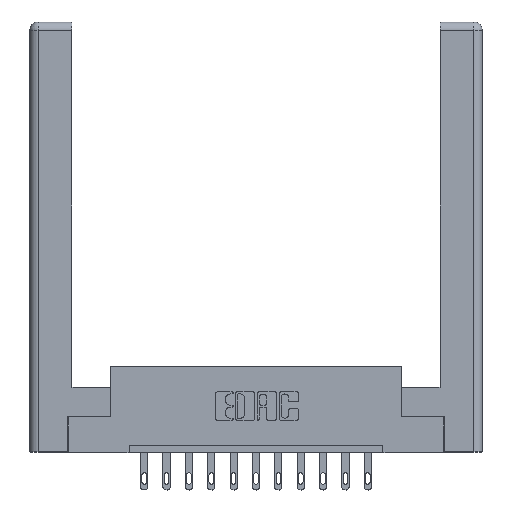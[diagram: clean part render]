
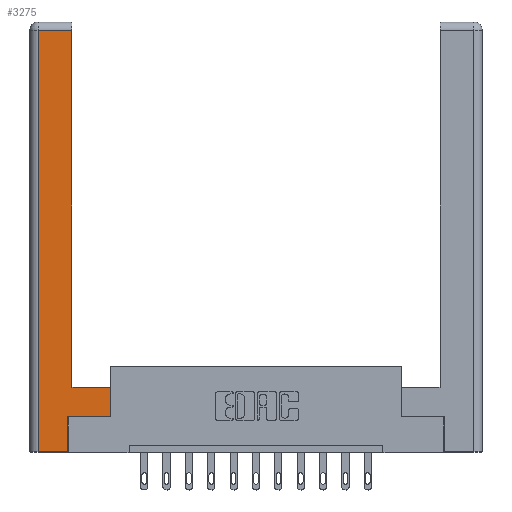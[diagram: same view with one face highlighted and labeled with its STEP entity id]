
A CAD part, top view. The second image highlights one B-rep face of the part: STEP entity #3275.
In plain terms, the highlighted planar face has unit normal (0, 0, 1).
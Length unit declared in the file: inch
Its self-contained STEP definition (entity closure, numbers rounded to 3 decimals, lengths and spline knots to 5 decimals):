
#25 = VERTEX_POINT ( 'NONE', #13721 ) ;
#471 = ORIENTED_EDGE ( 'NONE', *, *, #8707, .T. ) ;
#517 = CARTESIAN_POINT ( 'NONE',  ( 0.295, 0.45, 0. ) ) ;
#705 = VERTEX_POINT ( 'NONE', #10307 ) ;
#707 = CARTESIAN_POINT ( 'NONE',  ( 0., 0., 0. ) ) ;
#761 = DIRECTION ( 'NONE',  ( -1., 0., 0. ) ) ;
#1122 = ORIENTED_EDGE ( 'NONE', *, *, #11344, .T. ) ;
#1227 = FACE_OUTER_BOUND ( 'NONE', #7668, .T. ) ;
#1618 = ORIENTED_EDGE ( 'NONE', *, *, #7959, .T. ) ;
#1641 = LINE ( 'NONE', #13423, #5210 ) ;
#1748 = VECTOR ( 'NONE', #3934, 39.37008 ) ;
#2447 = EDGE_CURVE ( 'NONE', #7248, #6616, #8025, .T. ) ;
#2532 = ORIENTED_EDGE ( 'NONE', *, *, #7390, .T. ) ;
#2736 = CARTESIAN_POINT ( 'NONE',  ( 0.0615, 2.94, 0. ) ) ;
#2963 = ORIENTED_EDGE ( 'NONE', *, *, #2447, .T. ) ;
#3148 = ORIENTED_EDGE ( 'NONE', *, *, #14179, .T. ) ;
#3275 = ADVANCED_FACE ( 'NONE', ( #1227 ), #9701, .F. ) ;
#3681 = DIRECTION ( 'NONE',  ( 1., 0., 0. ) ) ;
#3682 = ORIENTED_EDGE ( 'NONE', *, *, #4182, .T. ) ;
#3934 = DIRECTION ( 'NONE',  ( 1., 0., 0. ) ) ;
#3942 = DIRECTION ( 'NONE',  ( 0., 0., -1. ) ) ;
#4182 = EDGE_CURVE ( 'NONE', #4921, #705, #5466, .T. ) ;
#4358 = CARTESIAN_POINT ( 'NONE',  ( 0.295, 3., 0. ) ) ;
#4520 = CARTESIAN_POINT ( 'NONE',  ( 0.295, 0.45, 0. ) ) ;
#4597 = VECTOR ( 'NONE', #11409, 39.37008 ) ;
#4620 = DIRECTION ( 'NONE',  ( 0., 1., 0. ) ) ;
#4712 = VERTEX_POINT ( 'NONE', #11892 ) ;
#4906 = CARTESIAN_POINT ( 'NONE',  ( 0.565, 0.45, 0. ) ) ;
#4921 = VERTEX_POINT ( 'NONE', #2736 ) ;
#5210 = VECTOR ( 'NONE', #9971, 39.37008 ) ;
#5223 = VECTOR ( 'NONE', #5451, 39.37008 ) ;
#5451 = DIRECTION ( 'NONE',  ( 0., 1., 0. ) ) ;
#5466 = LINE ( 'NONE', #13789, #4597 ) ;
#5651 = DIRECTION ( 'NONE',  ( -1., 0., 0. ) ) ;
#5799 = CARTESIAN_POINT ( 'NONE',  ( 0.0615, 2.94, 0. ) ) ;
#5826 = LINE ( 'NONE', #5799, #8688 ) ;
#6574 = LINE ( 'NONE', #6936, #8362 ) ;
#6616 = VERTEX_POINT ( 'NONE', #517 ) ;
#6936 = CARTESIAN_POINT ( 'NONE',  ( 0.265, 0.245, 0. ) ) ;
#7248 = VERTEX_POINT ( 'NONE', #4906 ) ;
#7310 = VERTEX_POINT ( 'NONE', #12293 ) ;
#7390 = EDGE_CURVE ( 'NONE', #10480, #25, #6574, .T. ) ;
#7668 = EDGE_LOOP ( 'NONE', ( #11558, #471, #3682, #3148, #2532, #1618, #1122, #2963 ) ) ;
#7893 = DIRECTION ( 'NONE',  ( -1., 0., 0. ) ) ;
#7959 = EDGE_CURVE ( 'NONE', #25, #7310, #11923, .T. ) ;
#8020 = CARTESIAN_POINT ( 'NONE',  ( 0.565, 0.245, 0. ) ) ;
#8025 = LINE ( 'NONE', #4520, #9620 ) ;
#8165 = CARTESIAN_POINT ( 'NONE',  ( 0.265, 0., 0. ) ) ;
#8362 = VECTOR ( 'NONE', #4620, 39.37008 ) ;
#8688 = VECTOR ( 'NONE', #7893, 39.37008 ) ;
#8707 = EDGE_CURVE ( 'NONE', #4712, #4921, #5826, .T. ) ;
#9592 = CARTESIAN_POINT ( 'NONE',  ( 0.265, 0., 0. ) ) ;
#9620 = VECTOR ( 'NONE', #5651, 39.37008 ) ;
#9641 = VECTOR ( 'NONE', #3681, 39.37008 ) ;
#9701 = PLANE ( 'NONE',  #12825 ) ;
#9971 = DIRECTION ( 'NONE',  ( 0., 1., 0. ) ) ;
#10307 = CARTESIAN_POINT ( 'NONE',  ( 0.0615, 0., 0. ) ) ;
#10405 = LINE ( 'NONE', #4358, #5223 ) ;
#10480 = VERTEX_POINT ( 'NONE', #9592 ) ;
#10611 = EDGE_CURVE ( 'NONE', #6616, #4712, #10405, .T. ) ;
#11344 = EDGE_CURVE ( 'NONE', #7310, #7248, #1641, .T. ) ;
#11409 = DIRECTION ( 'NONE',  ( 0., -1., 0. ) ) ;
#11558 = ORIENTED_EDGE ( 'NONE', *, *, #10611, .T. ) ;
#11892 = CARTESIAN_POINT ( 'NONE',  ( 0.295, 2.94, 0. ) ) ;
#11923 = LINE ( 'NONE', #8020, #1748 ) ;
#12293 = CARTESIAN_POINT ( 'NONE',  ( 0.565, 0.245, 0. ) ) ;
#12825 = AXIS2_PLACEMENT_3D ( 'NONE', #707, #3942, #761 ) ;
#13423 = CARTESIAN_POINT ( 'NONE',  ( 0.565, 0.45, 0. ) ) ;
#13721 = CARTESIAN_POINT ( 'NONE',  ( 0.265, 0.245, 0. ) ) ;
#13789 = CARTESIAN_POINT ( 'NONE',  ( 0.0615, 0., 0. ) ) ;
#14179 = EDGE_CURVE ( 'NONE', #705, #10480, #14310, .T. ) ;
#14310 = LINE ( 'NONE', #8165, #9641 ) ;
